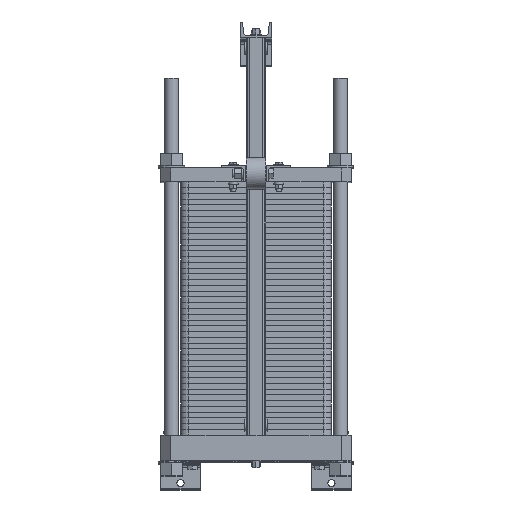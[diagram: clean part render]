
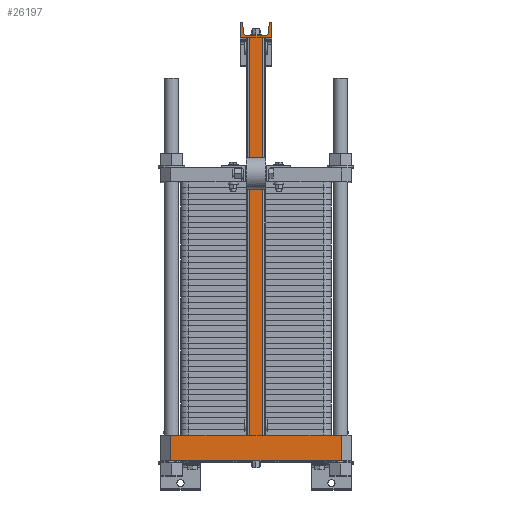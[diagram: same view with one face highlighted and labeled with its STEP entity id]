
A CAD part, top view. The second image highlights one B-rep face of the part: STEP entity #26197.
In plain terms, the highlighted planar face has unit normal (0, 0, 1).
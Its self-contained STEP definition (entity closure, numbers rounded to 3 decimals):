
#4396=LINE('',#39572,#7374);
#4410=LINE('',#39702,#7388);
#4411=LINE('',#39704,#7389);
#4412=LINE('',#39706,#7390);
#4413=LINE('',#39708,#7391);
#4414=LINE('',#39710,#7392);
#4415=LINE('',#39712,#7393);
#4416=LINE('',#39714,#7394);
#4417=LINE('',#39716,#7395);
#4418=LINE('',#39718,#7396);
#4419=LINE('',#39722,#7397);
#4420=LINE('',#39726,#7398);
#4421=LINE('',#39730,#7399);
#4422=LINE('',#39734,#7400);
#4423=LINE('',#39736,#7401);
#4424=LINE('',#39737,#7402);
#7374=VECTOR('',#30514,1.);
#7388=VECTOR('',#30602,10.);
#7389=VECTOR('',#30603,10.);
#7390=VECTOR('',#30604,10.);
#7391=VECTOR('',#30605,10.);
#7392=VECTOR('',#30606,10.);
#7393=VECTOR('',#30607,10.);
#7394=VECTOR('',#30608,10.);
#7395=VECTOR('',#30609,10.);
#7396=VECTOR('',#30610,10.);
#7397=VECTOR('',#30613,10.);
#7398=VECTOR('',#30616,10.);
#7399=VECTOR('',#30619,10.);
#7400=VECTOR('',#30622,10.);
#7401=VECTOR('',#30623,10.);
#7402=VECTOR('',#30624,10.);
#10328=PLANE('',#27471);
#11486=FACE_OUTER_BOUND('',#12669,.T.);
#12669=EDGE_LOOP('',(#20643,#20644,#20645,#20646,#20647,#20648,#20649,#20650,
#20651,#20652,#20653,#20654,#20655,#20656,#20657,#20658,#20659,#20660,#20661,
#20662));
#14153=CIRCLE('',#27472,4.);
#14154=CIRCLE('',#27473,8.);
#14155=CIRCLE('',#27474,8.);
#14156=CIRCLE('',#27475,4.);
#15955=VERTEX_POINT('',#39569);
#15956=VERTEX_POINT('',#39571);
#15987=VERTEX_POINT('',#39701);
#15988=VERTEX_POINT('',#39703);
#15989=VERTEX_POINT('',#39705);
#15990=VERTEX_POINT('',#39707);
#15991=VERTEX_POINT('',#39709);
#15992=VERTEX_POINT('',#39711);
#15993=VERTEX_POINT('',#39713);
#15994=VERTEX_POINT('',#39715);
#15995=VERTEX_POINT('',#39717);
#15996=VERTEX_POINT('',#39719);
#15997=VERTEX_POINT('',#39721);
#15998=VERTEX_POINT('',#39723);
#15999=VERTEX_POINT('',#39725);
#16000=VERTEX_POINT('',#39727);
#16001=VERTEX_POINT('',#39729);
#16002=VERTEX_POINT('',#39731);
#16003=VERTEX_POINT('',#39733);
#16004=VERTEX_POINT('',#39735);
#17831=EDGE_CURVE('',#15956,#15955,#4396,.T.);
#17871=EDGE_CURVE('',#15955,#15987,#4410,.T.);
#17872=EDGE_CURVE('',#15987,#15988,#4411,.T.);
#17873=EDGE_CURVE('',#15989,#15988,#4412,.T.);
#17874=EDGE_CURVE('',#15990,#15989,#4413,.T.);
#17875=EDGE_CURVE('',#15990,#15991,#4414,.T.);
#17876=EDGE_CURVE('',#15991,#15992,#4415,.T.);
#17877=EDGE_CURVE('',#15992,#15993,#4416,.T.);
#17878=EDGE_CURVE('',#15993,#15994,#4417,.T.);
#17879=EDGE_CURVE('',#15994,#15995,#4418,.T.);
#17880=EDGE_CURVE('',#15995,#15996,#14153,.T.);
#17881=EDGE_CURVE('',#15996,#15997,#4419,.T.);
#17882=EDGE_CURVE('',#15997,#15998,#14154,.T.);
#17883=EDGE_CURVE('',#15998,#15999,#4420,.T.);
#17884=EDGE_CURVE('',#15999,#16000,#14155,.T.);
#17885=EDGE_CURVE('',#16000,#16001,#4421,.T.);
#17886=EDGE_CURVE('',#16001,#16002,#14156,.T.);
#17887=EDGE_CURVE('',#16002,#16003,#4422,.T.);
#17888=EDGE_CURVE('',#16003,#16004,#4423,.T.);
#17889=EDGE_CURVE('',#16004,#15956,#4424,.T.);
#20643=ORIENTED_EDGE('',*,*,#17831,.T.);
#20644=ORIENTED_EDGE('',*,*,#17871,.T.);
#20645=ORIENTED_EDGE('',*,*,#17872,.T.);
#20646=ORIENTED_EDGE('',*,*,#17873,.F.);
#20647=ORIENTED_EDGE('',*,*,#17874,.F.);
#20648=ORIENTED_EDGE('',*,*,#17875,.T.);
#20649=ORIENTED_EDGE('',*,*,#17876,.T.);
#20650=ORIENTED_EDGE('',*,*,#17877,.T.);
#20651=ORIENTED_EDGE('',*,*,#17878,.T.);
#20652=ORIENTED_EDGE('',*,*,#17879,.T.);
#20653=ORIENTED_EDGE('',*,*,#17880,.T.);
#20654=ORIENTED_EDGE('',*,*,#17881,.T.);
#20655=ORIENTED_EDGE('',*,*,#17882,.T.);
#20656=ORIENTED_EDGE('',*,*,#17883,.T.);
#20657=ORIENTED_EDGE('',*,*,#17884,.T.);
#20658=ORIENTED_EDGE('',*,*,#17885,.T.);
#20659=ORIENTED_EDGE('',*,*,#17886,.T.);
#20660=ORIENTED_EDGE('',*,*,#17887,.T.);
#20661=ORIENTED_EDGE('',*,*,#17888,.T.);
#20662=ORIENTED_EDGE('',*,*,#17889,.T.);
#26197=ADVANCED_FACE('',(#11486),#10328,.T.);
#27471=AXIS2_PLACEMENT_3D('',#39700,#30600,#30601);
#27472=AXIS2_PLACEMENT_3D('',#39720,#30611,#30612);
#27473=AXIS2_PLACEMENT_3D('',#39724,#30614,#30615);
#27474=AXIS2_PLACEMENT_3D('',#39728,#30617,#30618);
#27475=AXIS2_PLACEMENT_3D('',#39732,#30620,#30621);
#30514=DIRECTION('',(0.,-1.,0.));
#30600=DIRECTION('center_axis',(0.,0.,
1.));
#30601=DIRECTION('ref_axis',(-1.,0.,0.));
#30602=DIRECTION('',(-1.,0.,0.));
#30603=DIRECTION('',(0.,-1.,0.));
#30604=DIRECTION('',(-1.,0.,0.));
#30605=DIRECTION('',(0.,-1.,0.));
#30606=DIRECTION('',(-1.,0.,0.));
#30607=DIRECTION('',(0.,1.,0.));
#30608=DIRECTION('',(1.,0.,0.));
#30609=DIRECTION('',(0.,1.,0.));
#30610=DIRECTION('',(-1.,0.,0.));
#30611=DIRECTION('center_axis',(0.,0.,1.));
#30612=DIRECTION('ref_axis',(0.,1.,0.));
#30613=DIRECTION('',(-0.091,-0.996,0.));
#30614=DIRECTION('center_axis',(0.,0.,-1.));
#30615=DIRECTION('ref_axis',(0.,1.,0.));
#30616=DIRECTION('',(-1.,0.,0.));
#30617=DIRECTION('center_axis',(0.,0.,-1.));
#30618=DIRECTION('ref_axis',(0.996,0.091,0.));
#30619=DIRECTION('',(-0.091,0.996,0.));
#30620=DIRECTION('center_axis',(0.,0.,1.));
#30621=DIRECTION('ref_axis',(0.996,0.091,0.));
#30622=DIRECTION('',(-1.,0.,0.));
#30623=DIRECTION('',(0.,-1.,0.));
#30624=DIRECTION('',(1.,0.,0.));
#39569=CARTESIAN_POINT('',(-16.2,0.,1754.));
#39571=CARTESIAN_POINT('',(-16.2,1000.,1754.));
#39572=CARTESIAN_POINT('',(-16.2,761.,1754.));
#39700=CARTESIAN_POINT('Origin',(215.,0.,1754.));
#39701=CARTESIAN_POINT('',(-215.,0.,1754.));
#39702=CARTESIAN_POINT('',(215.,0.,1754.));
#39703=CARTESIAN_POINT('',(-215.,-65.,1754.));
#39704=CARTESIAN_POINT('',(-215.,0.,1754.));
#39705=CARTESIAN_POINT('',(215.,-65.,1754.));
#39706=CARTESIAN_POINT('',(215.,-65.,1754.));
#39707=CARTESIAN_POINT('',(215.,0.,1754.));
#39708=CARTESIAN_POINT('',(215.,0.,1754.));
#39709=CARTESIAN_POINT('',(16.2,0.,1754.));
#39710=CARTESIAN_POINT('',(215.,0.,1754.));
#39711=CARTESIAN_POINT('',(16.2,1000.,1754.));
#39712=CARTESIAN_POINT('',(16.2,0.,1754.));
#39713=CARTESIAN_POINT('',(40.,1000.,1754.));
#39714=CARTESIAN_POINT('',(-40.,1000.,1754.));
#39715=CARTESIAN_POINT('',(40.,1040.,1754.));
#39716=CARTESIAN_POINT('',(40.,1000.,1754.));
#39717=CARTESIAN_POINT('',(37.45,1040.,1754.));
#39718=CARTESIAN_POINT('',(40.,1040.,1754.));
#39719=CARTESIAN_POINT('',(33.466,1036.366,1754.));
#39720=CARTESIAN_POINT('Origin',(37.45,1036.,1754.));
#39721=CARTESIAN_POINT('',(31.347,1013.269,1754.));
#39722=CARTESIAN_POINT('',(33.466,1036.366,1754.));
#39723=CARTESIAN_POINT('',(23.381,1006.,1754.));
#39724=CARTESIAN_POINT('Origin',(23.381,1014.,1754.));
#39725=CARTESIAN_POINT('',(-23.381,1006.,1754.));
#39726=CARTESIAN_POINT('',(23.381,1006.,1754.));
#39727=CARTESIAN_POINT('',(-31.347,1013.269,1754.));
#39728=CARTESIAN_POINT('Origin',(-23.381,1014.,1754.));
#39729=CARTESIAN_POINT('',(-33.466,1036.366,1754.));
#39730=CARTESIAN_POINT('',(-31.347,1013.269,1754.));
#39731=CARTESIAN_POINT('',(-37.45,1040.,1754.));
#39732=CARTESIAN_POINT('Origin',(-37.45,1036.,1754.));
#39733=CARTESIAN_POINT('',(-40.,1040.,1754.));
#39734=CARTESIAN_POINT('',(-37.45,1040.,1754.));
#39735=CARTESIAN_POINT('',(-40.,1000.,1754.));
#39736=CARTESIAN_POINT('',(-40.,1040.,1754.));
#39737=CARTESIAN_POINT('',(-40.,1000.,1754.));
